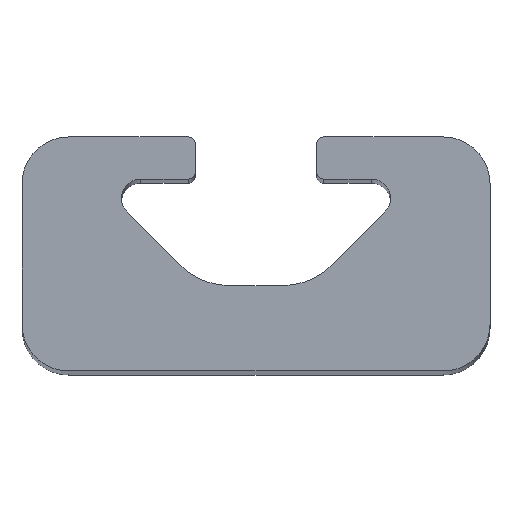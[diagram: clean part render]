
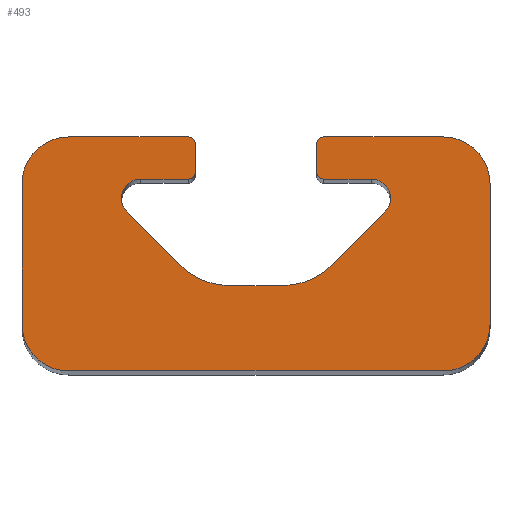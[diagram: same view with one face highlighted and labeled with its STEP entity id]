
A CAD part, top view. The second image highlights one B-rep face of the part: STEP entity #493.
In plain terms, the highlighted planar face has unit normal (0, 0, 1).
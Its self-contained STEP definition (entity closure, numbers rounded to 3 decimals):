
#23=PLANE('',#541);
#45=FACE_OUTER_BOUND('',#71,.T.);
#71=EDGE_LOOP('',(#405,#406,#407,#408,#409,#410,#411,#412,#413,#414,#415,
#416,#417,#418,#419,#420,#421,#422,#423,#424,#425,#426,#427,#428));
#85=LINE('',#720,#133);
#99=LINE('',#773,#147);
#102=LINE('',#779,#150);
#105=LINE('',#787,#153);
#108=LINE('',#797,#156);
#111=LINE('',#805,#159);
#114=LINE('',#813,#162);
#116=LINE('',#819,#164);
#117=LINE('',#823,#165);
#118=LINE('',#827,#166);
#119=LINE('',#831,#167);
#120=LINE('',#834,#168);
#133=VECTOR('',#569,1.2);
#147=VECTOR('',#613,1.2);
#150=VECTOR('',#618,3.188);
#153=VECTOR('',#627,2.02);
#156=VECTOR('',#640,2.02);
#159=VECTOR('',#649,3.188);
#162=VECTOR('',#658,2.262);
#164=VECTOR('',#666,5.1);
#165=VECTOR('',#669,6.);
#166=VECTOR('',#672,16.);
#167=VECTOR('',#675,6.);
#168=VECTOR('',#678,5.1);
#177=CIRCLE('',#506,0.3);
#190=CIRCLE('',#522,0.3);
#191=CIRCLE('',#526,0.83);
#192=CIRCLE('',#529,0.3);
#193=CIRCLE('',#531,0.3);
#194=CIRCLE('',#534,0.83);
#195=CIRCLE('',#537,3.);
#196=CIRCLE('',#540,3.);
#197=CIRCLE('',#542,2.);
#198=CIRCLE('',#543,2.);
#199=CIRCLE('',#544,2.);
#200=CIRCLE('',#545,2.);
#201=VERTEX_POINT('',#707);
#202=VERTEX_POINT('',#708);
#206=VERTEX_POINT('',#718);
#228=VERTEX_POINT('',#766);
#229=VERTEX_POINT('',#768);
#230=VERTEX_POINT('',#772);
#231=VERTEX_POINT('',#776);
#232=VERTEX_POINT('',#778);
#233=VERTEX_POINT('',#782);
#234=VERTEX_POINT('',#786);
#235=VERTEX_POINT('',#792);
#236=VERTEX_POINT('',#796);
#237=VERTEX_POINT('',#800);
#238=VERTEX_POINT('',#804);
#239=VERTEX_POINT('',#808);
#240=VERTEX_POINT('',#812);
#241=VERTEX_POINT('',#818);
#242=VERTEX_POINT('',#820);
#243=VERTEX_POINT('',#822);
#244=VERTEX_POINT('',#824);
#245=VERTEX_POINT('',#826);
#246=VERTEX_POINT('',#828);
#247=VERTEX_POINT('',#830);
#248=VERTEX_POINT('',#832);
#249=EDGE_CURVE('',#201,#202,#177,.T.);
#255=EDGE_CURVE('',#201,#206,#85,.T.);
#279=EDGE_CURVE('',#228,#229,#190,.T.);
#281=EDGE_CURVE('',#230,#229,#99,.T.);
#284=EDGE_CURVE('',#232,#231,#102,.T.);
#286=EDGE_CURVE('',#233,#232,#191,.T.);
#288=EDGE_CURVE('',#234,#233,#105,.T.);
#290=EDGE_CURVE('',#206,#234,#192,.T.);
#291=EDGE_CURVE('',#235,#230,#193,.T.);
#293=EDGE_CURVE('',#236,#235,#108,.T.);
#295=EDGE_CURVE('',#237,#236,#194,.T.);
#297=EDGE_CURVE('',#238,#237,#111,.T.);
#299=EDGE_CURVE('',#239,#238,#195,.T.);
#301=EDGE_CURVE('',#240,#239,#114,.T.);
#303=EDGE_CURVE('',#231,#240,#196,.T.);
#304=EDGE_CURVE('',#228,#241,#116,.T.);
#305=EDGE_CURVE('',#242,#241,#197,.T.);
#306=EDGE_CURVE('',#242,#243,#117,.T.);
#307=EDGE_CURVE('',#244,#243,#198,.T.);
#308=EDGE_CURVE('',#244,#245,#118,.T.);
#309=EDGE_CURVE('',#246,#245,#199,.T.);
#310=EDGE_CURVE('',#246,#247,#119,.T.);
#311=EDGE_CURVE('',#248,#247,#200,.T.);
#312=EDGE_CURVE('',#248,#202,#120,.T.);
#405=ORIENTED_EDGE('',*,*,#249,.F.);
#406=ORIENTED_EDGE('',*,*,#255,.T.);
#407=ORIENTED_EDGE('',*,*,#290,.T.);
#408=ORIENTED_EDGE('',*,*,#288,.T.);
#409=ORIENTED_EDGE('',*,*,#286,.T.);
#410=ORIENTED_EDGE('',*,*,#284,.T.);
#411=ORIENTED_EDGE('',*,*,#303,.T.);
#412=ORIENTED_EDGE('',*,*,#301,.T.);
#413=ORIENTED_EDGE('',*,*,#299,.T.);
#414=ORIENTED_EDGE('',*,*,#297,.T.);
#415=ORIENTED_EDGE('',*,*,#295,.T.);
#416=ORIENTED_EDGE('',*,*,#293,.T.);
#417=ORIENTED_EDGE('',*,*,#291,.T.);
#418=ORIENTED_EDGE('',*,*,#281,.T.);
#419=ORIENTED_EDGE('',*,*,#279,.F.);
#420=ORIENTED_EDGE('',*,*,#304,.T.);
#421=ORIENTED_EDGE('',*,*,#305,.F.);
#422=ORIENTED_EDGE('',*,*,#306,.T.);
#423=ORIENTED_EDGE('',*,*,#307,.F.);
#424=ORIENTED_EDGE('',*,*,#308,.T.);
#425=ORIENTED_EDGE('',*,*,#309,.F.);
#426=ORIENTED_EDGE('',*,*,#310,.T.);
#427=ORIENTED_EDGE('',*,*,#311,.F.);
#428=ORIENTED_EDGE('',*,*,#312,.T.);
#493=ADVANCED_FACE('',(#45),#23,.T.);
#506=AXIS2_PLACEMENT_3D('',#709,#559,#560);
#522=AXIS2_PLACEMENT_3D('',#769,#608,#609);
#526=AXIS2_PLACEMENT_3D('',#783,#622,#623);
#529=AXIS2_PLACEMENT_3D('',#790,#631,#632);
#531=AXIS2_PLACEMENT_3D('',#793,#635,#636);
#534=AXIS2_PLACEMENT_3D('',#801,#644,#645);
#537=AXIS2_PLACEMENT_3D('',#809,#653,#654);
#540=AXIS2_PLACEMENT_3D('',#816,#662,#663);
#541=AXIS2_PLACEMENT_3D('',#817,#664,#665);
#542=AXIS2_PLACEMENT_3D('',#821,#667,#668);
#543=AXIS2_PLACEMENT_3D('',#825,#670,#671);
#544=AXIS2_PLACEMENT_3D('',#829,#673,#674);
#545=AXIS2_PLACEMENT_3D('',#833,#676,#677);
#559=DIRECTION('center_axis',(0.,0.,-1.));
#560=DIRECTION('ref_axis',(-0.707,0.707,0.));
#569=DIRECTION('',(0.,-1.,0.));
#608=DIRECTION('center_axis',(0.,0.,-1.));
#609=DIRECTION('ref_axis',(0.707,0.707,0.));
#613=DIRECTION('',(0.,1.,0.));
#618=DIRECTION('',(-0.707,-0.707,0.));
#622=DIRECTION('center_axis',(0.,0.,-1.));
#623=DIRECTION('ref_axis',(-0.707,0.707,0.));
#627=DIRECTION('',(1.,0.,0.));
#631=DIRECTION('center_axis',(0.,0.,1.));
#632=DIRECTION('ref_axis',(-1.,0.,0.));
#635=DIRECTION('center_axis',(0.,0.,1.));
#636=DIRECTION('ref_axis',(0.,-1.,0.));
#640=DIRECTION('',(1.,0.,0.));
#644=DIRECTION('center_axis',(0.,0.,-1.));
#645=DIRECTION('ref_axis',(0.,-1.,0.));
#649=DIRECTION('',(-0.707,0.707,0.));
#653=DIRECTION('center_axis',(0.,0.,-1.));
#654=DIRECTION('ref_axis',(0.707,0.707,0.));
#658=DIRECTION('',(-1.,0.,0.));
#662=DIRECTION('center_axis',(0.,0.,-1.));
#663=DIRECTION('ref_axis',(0.,1.,0.));
#664=DIRECTION('center_axis',(0.,0.,1.));
#665=DIRECTION('ref_axis',(1.,0.,0.));
#666=DIRECTION('',(-1.,0.,0.));
#667=DIRECTION('center_axis',(0.,0.,-1.));
#668=DIRECTION('ref_axis',(-0.707,0.707,0.));
#669=DIRECTION('',(0.,-1.,0.));
#670=DIRECTION('center_axis',(0.,0.,-1.));
#671=DIRECTION('ref_axis',(-0.707,-0.707,0.));
#672=DIRECTION('',(1.,0.,0.));
#673=DIRECTION('center_axis',(0.,0.,-1.));
#674=DIRECTION('ref_axis',(0.707,-0.707,0.));
#675=DIRECTION('',(0.,1.,0.));
#676=DIRECTION('center_axis',(0.,0.,-1.));
#677=DIRECTION('ref_axis',(0.707,0.707,0.));
#678=DIRECTION('',(-1.,0.,0.));
#707=CARTESIAN_POINT('',(2.6,9.7,100.));
#708=CARTESIAN_POINT('',(2.9,10.,100.));
#709=CARTESIAN_POINT('Origin',(2.9,9.7,100.));
#718=CARTESIAN_POINT('',(2.6,8.5,100.));
#720=CARTESIAN_POINT('',(2.6,7.5,100.));
#766=CARTESIAN_POINT('',(-2.9,10.,100.));
#768=CARTESIAN_POINT('',(-2.6,9.7,100.));
#769=CARTESIAN_POINT('Origin',(-2.9,9.7,100.));
#772=CARTESIAN_POINT('',(-2.6,8.5,100.));
#773=CARTESIAN_POINT('',(-2.6,6.75,100.));
#776=CARTESIAN_POINT('',(3.252,4.529,100.));
#778=CARTESIAN_POINT('',(5.507,6.783,100.));
#779=CARTESIAN_POINT('',(3.684,4.961,100.));
#782=CARTESIAN_POINT('',(4.92,8.2,100.));
#783=CARTESIAN_POINT('Origin',(4.92,7.37,100.));
#786=CARTESIAN_POINT('',(2.9,8.2,100.));
#787=CARTESIAN_POINT('',(1.45,8.2,100.));
#790=CARTESIAN_POINT('Origin',(2.9,8.5,100.));
#792=CARTESIAN_POINT('',(-2.9,8.2,100.));
#793=CARTESIAN_POINT('Origin',(-2.9,8.5,100.));
#796=CARTESIAN_POINT('',(-4.92,8.2,100.));
#797=CARTESIAN_POINT('',(-2.46,8.2,100.));
#800=CARTESIAN_POINT('',(-5.507,6.783,100.));
#801=CARTESIAN_POINT('Origin',(-4.92,7.37,100.));
#804=CARTESIAN_POINT('',(-3.252,4.529,100.));
#805=CARTESIAN_POINT('',(-2.557,3.833,100.));
#808=CARTESIAN_POINT('',(-1.131,3.65,100.));
#809=CARTESIAN_POINT('Origin',(-1.131,6.65,100.));
#812=CARTESIAN_POINT('',(1.131,3.65,100.));
#813=CARTESIAN_POINT('',(0.566,3.65,100.));
#816=CARTESIAN_POINT('Origin',(1.131,6.65,100.));
#817=CARTESIAN_POINT('Origin',(0.,5.,100.));
#818=CARTESIAN_POINT('',(-8.,10.,100.));
#819=CARTESIAN_POINT('',(-10.,10.,100.));
#820=CARTESIAN_POINT('',(-10.,8.,100.));
#821=CARTESIAN_POINT('Origin',(-8.,8.,100.));
#822=CARTESIAN_POINT('',(-10.,2.,100.));
#823=CARTESIAN_POINT('',(-10.,0.,100.));
#824=CARTESIAN_POINT('',(-8.,0.,100.));
#825=CARTESIAN_POINT('Origin',(-8.,2.,100.));
#826=CARTESIAN_POINT('',(8.,0.,100.));
#827=CARTESIAN_POINT('',(10.,0.,100.));
#828=CARTESIAN_POINT('',(10.,2.,100.));
#829=CARTESIAN_POINT('Origin',(8.,2.,100.));
#830=CARTESIAN_POINT('',(10.,8.,100.));
#831=CARTESIAN_POINT('',(10.,10.,100.));
#832=CARTESIAN_POINT('',(8.,10.,100.));
#833=CARTESIAN_POINT('Origin',(8.,8.,100.));
#834=CARTESIAN_POINT('',(-10.,10.,100.));
